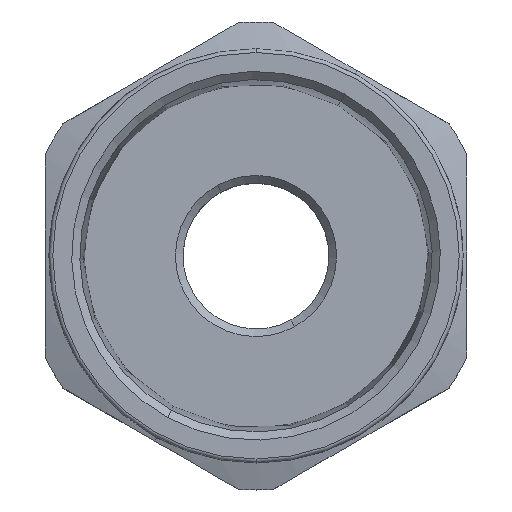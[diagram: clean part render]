
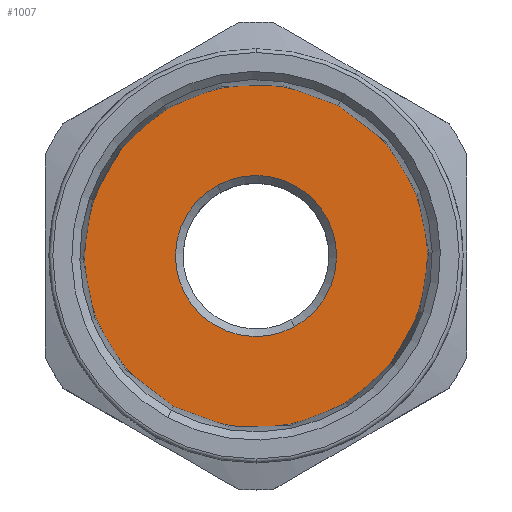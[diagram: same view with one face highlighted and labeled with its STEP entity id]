
A CAD part, top view. The second image highlights one B-rep face of the part: STEP entity #1007.
In plain terms, the highlighted planar face has unit normal (0, 0, 1).
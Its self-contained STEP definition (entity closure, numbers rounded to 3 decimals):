
#884=AXIS2_PLACEMENT_3D('Circle Axis2P3D',#882,#883,$) ;
#908=AXIS2_PLACEMENT_3D('Circle Axis2P3D',#906,#907,$) ;
#983=AXIS2_PLACEMENT_3D('Plane Axis2P3D',#980,#981,#982) ;
#991=AXIS2_PLACEMENT_3D('Circle Axis2P3D',#989,#990,$) ;
#1000=AXIS2_PLACEMENT_3D('Circle Axis2P3D',#998,#999,$) ;
#879=CARTESIAN_POINT('Vertex',(16.771,10.861,19.)) ;
#882=CARTESIAN_POINT('Axis2P3D Location',(27.5,30.5,19.)) ;
#886=CARTESIAN_POINT('Vertex',(38.229,50.139,19.)) ;
#906=CARTESIAN_POINT('Axis2P3D Location',(27.5,30.5,19.)) ;
#980=CARTESIAN_POINT('Axis2P3D Location',(27.5,52.878,19.)) ;
#989=CARTESIAN_POINT('Axis2P3D Location',(27.5,30.5,19.)) ;
#993=CARTESIAN_POINT('Vertex',(32.534,21.285,19.)) ;
#995=CARTESIAN_POINT('Vertex',(22.466,39.715,19.)) ;
#998=CARTESIAN_POINT('Axis2P3D Location',(27.5,30.5,19.)) ;
#883=DIRECTION('Axis2P3D Direction',(0.,0.,1.)) ;
#907=DIRECTION('Axis2P3D Direction',(0.,0.,1.)) ;
#981=DIRECTION('Axis2P3D Direction',(0.,0.,-1.)) ;
#982=DIRECTION('Axis2P3D XDirection',(0.,1.,0.)) ;
#990=DIRECTION('Axis2P3D Direction',(0.,0.,-1.)) ;
#999=DIRECTION('Axis2P3D Direction',(0.,0.,-1.)) ;
#986=ORIENTED_EDGE('',*,*,#888,.F.) ;
#987=ORIENTED_EDGE('',*,*,#910,.F.) ;
#1004=ORIENTED_EDGE('',*,*,#997,.T.) ;
#1005=ORIENTED_EDGE('',*,*,#1002,.T.) ;
#1006=FACE_BOUND('',#1003,.T.) ;
#1007=ADVANCED_FACE('PartBody',(#988,#1006),#984,.F.) ;
#885=CIRCLE('generated circle',#884,22.378) ;
#909=CIRCLE('generated circle',#908,22.378) ;
#992=CIRCLE('generated circle',#991,10.5) ;
#1001=CIRCLE('generated circle',#1000,10.5) ;
#888=EDGE_CURVE('',#880,#887,#885,.F.) ;
#910=EDGE_CURVE('',#887,#880,#909,.F.) ;
#997=EDGE_CURVE('',#994,#996,#992,.T.) ;
#1002=EDGE_CURVE('',#996,#994,#1001,.T.) ;
#985=EDGE_LOOP('',(#986,#987)) ;
#1003=EDGE_LOOP('',(#1004,#1005)) ;
#988=FACE_OUTER_BOUND('',#985,.T.) ;
#984=PLANE('',#983) ;
#880=VERTEX_POINT('',#879) ;
#887=VERTEX_POINT('',#886) ;
#994=VERTEX_POINT('',#993) ;
#996=VERTEX_POINT('',#995) ;
